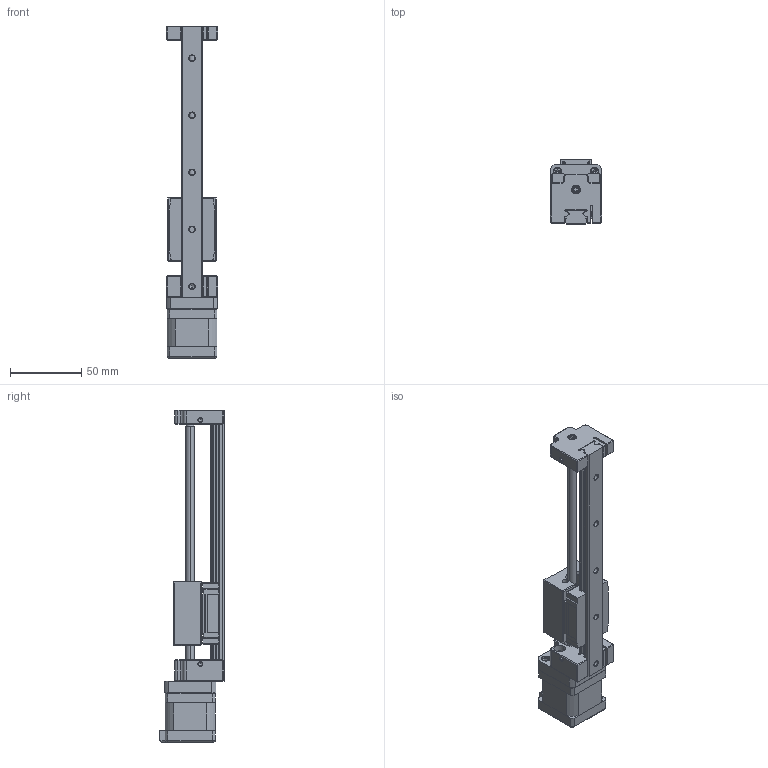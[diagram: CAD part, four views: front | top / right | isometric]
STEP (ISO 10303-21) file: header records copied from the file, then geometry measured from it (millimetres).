
FILE_DESCRIPTION (( 'STEP AP203' ), '1' );
FILE_NAME ('MS35-3C20T-LAH2-100-0.STEP', '2019-01-14T04:51:45', ( '' ), ( '' ), 'SwSTEP 2.0', 'SolidWorks 2014', '' );
FILE_SCHEMA (( 'CONFIG_CONTROL_DESIGN' ));
Length unit declared in the file: millimetre
Products named in the file (1): MS35-3C20T-LAH2-100-0
Bounding box: 36 x 44.96 x 232.6 mm (x, y, z)
Volume: 128844.8 mm3; surface area: 66434.4 mm2
Topology: 31 solids, 35 shells, 1626 faces, 3935 edges, 2437 vertices
Faces by surface type: plane 695, cylinder 556, cone 299, torus 56, bspline 12, sphere 8
Entity records: 60581 total; most frequent: CARTESIAN_POINT 22183, DIRECTION 8286, ORIENTED_EDGE 7770, EDGE_CURVE 3885, AXIS2_PLACEMENT_3D 3080, VERTEX_POINT 2437, VECTOR 2126, LINE 2126
